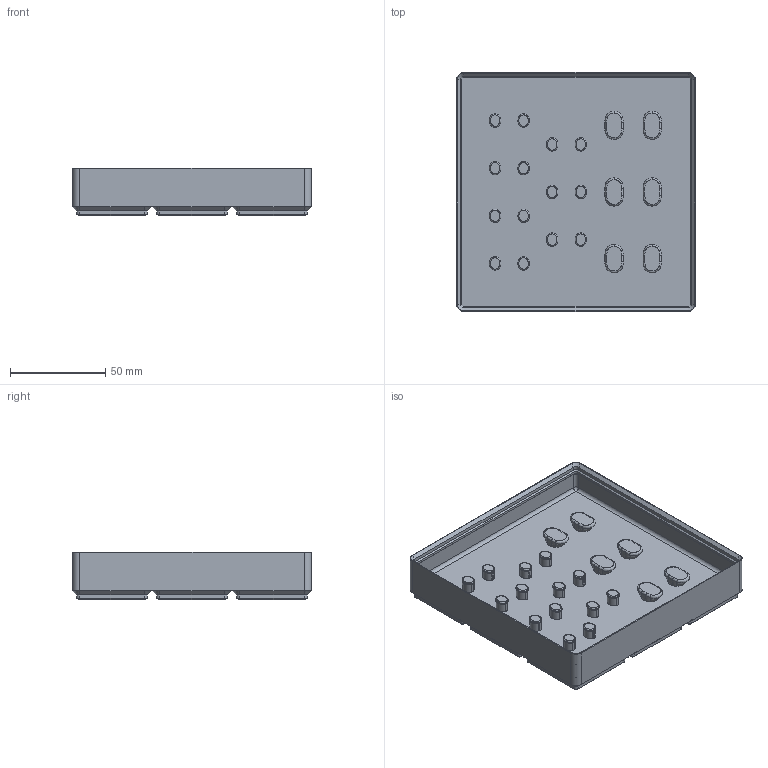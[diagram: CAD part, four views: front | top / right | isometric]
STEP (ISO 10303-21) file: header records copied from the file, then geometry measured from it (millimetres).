
FILE_DESCRIPTION(('Open CASCADE Model'),'2;1');
FILE_NAME('Open CASCADE Shape Model','2025-01-04T21:13:37',('Author'),( 'Open CASCADE'),'Open CASCADE STEP processor 7.7','Open CASCADE 7.7' ,'Unknown');
FILE_SCHEMA(('AUTOMOTIVE_DESIGN { 1 0 10303 214 1 1 1 1 }'));
Products named in the file (1): COMPOUND
Bounding box: 125.5 x 125.5 x 25.12 mm (x, y, z)
Volume: 126669.1 mm3; surface area: 57274.3 mm2
Topology: 1 solids, 1 shells, 624 faces, 1404 edges, 798 vertices
Faces by surface type: plane 266, bspline 122, cone 84, extrusion 84, cylinder 60, torus 4, sphere 4
Entity records: 48422 total; most frequent: CARTESIAN_POINT 22027, DIRECTION 4404, ORIENTED_EDGE 2800, PCURVE 2800, DEFINITIONAL_REPRESENTATION 2800, VECTOR 2456, LINE 2372, EDGE_CURVE 1400
